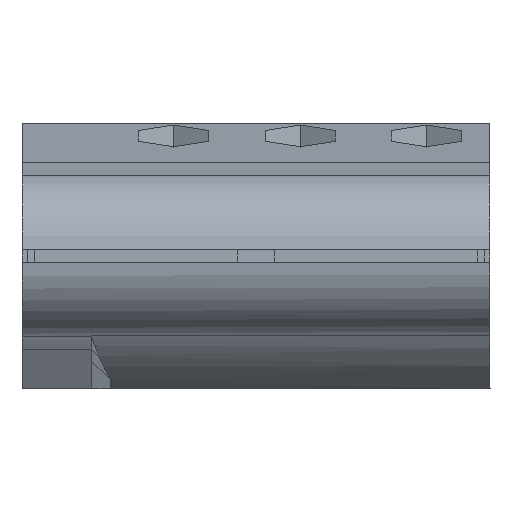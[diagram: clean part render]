
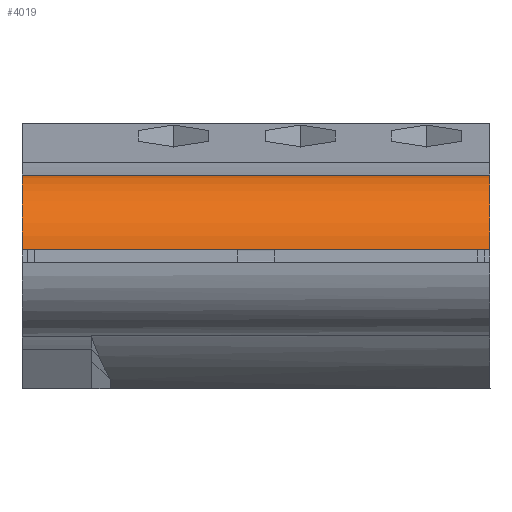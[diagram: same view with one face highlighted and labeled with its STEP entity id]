
A CAD part, front view. The second image highlights one B-rep face of the part: STEP entity #4019.
In plain terms, the highlighted cylindrical face has radius 13 mm (diameter 26 mm), a partial arc.
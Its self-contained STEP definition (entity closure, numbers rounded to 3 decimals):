
#389=CYLINDRICAL_SURFACE('',#4339,13.);
#624=FACE_OUTER_BOUND('',#843,.T.);
#843=EDGE_LOOP('',(#3590,#3591,#3592,#3593));
#944=CIRCLE('',#4220,13.);
#970=CIRCLE('',#4294,13.);
#1349=LINE('',#6431,#1735);
#1403=LINE('',#6587,#1789);
#1735=VECTOR('',#5135,10.);
#1789=VECTOR('',#5311,10.);
#2023=VERTEX_POINT('',#6204);
#2024=VERTEX_POINT('',#6206);
#2091=VERTEX_POINT('',#6429);
#2106=VERTEX_POINT('',#6475);
#2435=EDGE_CURVE('',#2023,#2024,#944,.T.);
#2551=EDGE_CURVE('',#2091,#2023,#1349,.T.);
#2575=EDGE_CURVE('',#2106,#2091,#970,.T.);
#2629=EDGE_CURVE('',#2106,#2024,#1403,.T.);
#3590=ORIENTED_EDGE('',*,*,#2551,.F.);
#3591=ORIENTED_EDGE('',*,*,#2575,.F.);
#3592=ORIENTED_EDGE('',*,*,#2629,.T.);
#3593=ORIENTED_EDGE('',*,*,#2435,.F.);
#4019=ADVANCED_FACE('',(#624),#389,.T.);
#4220=AXIS2_PLACEMENT_3D('',#6207,#4919,#4920);
#4294=AXIS2_PLACEMENT_3D('',#6477,#5181,#5182);
#4339=AXIS2_PLACEMENT_3D('',#6586,#5309,#5310);
#4919=DIRECTION('center_axis',(0.,0.,-1.));
#4920=DIRECTION('ref_axis',(-1.,0.,0.));
#5135=DIRECTION('',(0.,0.,-1.));
#5181=DIRECTION('center_axis',(0.,0.,1.));
#5182=DIRECTION('ref_axis',(-1.,0.,0.));
#5309=DIRECTION('center_axis',(0.,0.,1.));
#5310=DIRECTION('ref_axis',(-1.,0.,0.));
#5311=DIRECTION('',(0.,0.,-1.));
#6204=CARTESIAN_POINT('',(-2.241,-12.805,0.));
#6206=CARTESIAN_POINT('',(-12.961,-1.,0.));
#6207=CARTESIAN_POINT('Origin',(0.,0.,0.));
#6429=CARTESIAN_POINT('',(-2.241,-12.805,74.));
#6431=CARTESIAN_POINT('',(-2.241,-12.805,0.));
#6475=CARTESIAN_POINT('',(-12.961,-1.,74.));
#6477=CARTESIAN_POINT('Origin',(0.,0.,74.));
#6586=CARTESIAN_POINT('Origin',(0.,0.,0.));
#6587=CARTESIAN_POINT('',(-12.961,-1.,0.));
